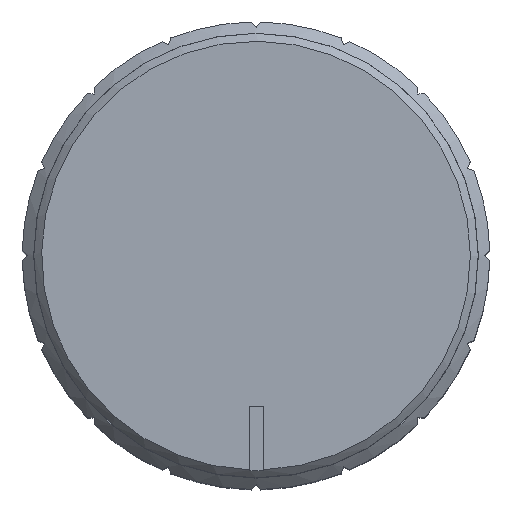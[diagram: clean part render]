
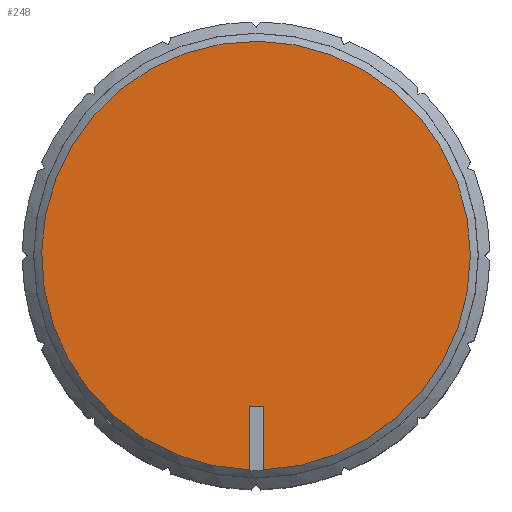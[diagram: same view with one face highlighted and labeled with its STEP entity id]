
A CAD part, top view. The second image highlights one B-rep face of the part: STEP entity #248.
In plain terms, the highlighted planar face has unit normal (0, 0, 1).
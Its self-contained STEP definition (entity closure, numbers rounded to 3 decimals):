
#62=CARTESIAN_POINT('',(7.814,1.449,30.6));
#63=VERTEX_POINT('',#62);
#70=CARTESIAN_POINT('',(1.274,-5.337,30.6));
#71=VERTEX_POINT('',#70);
#72=CARTESIAN_POINT('',(1.024,1.449,30.6));
#73=DIRECTION('',(0.,0.,-1.));
#74=DIRECTION('',(-1.,0.,0.));
#75=AXIS2_PLACEMENT_3D('',#72,#73,#74);
#76=CIRCLE('',#75,6.79);
#77=EDGE_CURVE('',#63,#71,#76,.T.);
#96=CARTESIAN_POINT('',(0.824,-5.339,30.6));
#97=VERTEX_POINT('',#96);
#104=CARTESIAN_POINT('',(1.024,1.449,30.6));
#105=DIRECTION('',(0.,0.,-1.));
#106=DIRECTION('',(-1.,0.,0.));
#107=AXIS2_PLACEMENT_3D('',#104,#105,#106);
#108=CIRCLE('',#107,6.79);
#109=EDGE_CURVE('',#97,#63,#108,.T.);
#144=CARTESIAN_POINT('',(1.274,-3.341,30.6));
#145=VERTEX_POINT('',#144);
#146=CARTESIAN_POINT('',(1.274,-3.341,30.6));
#147=DIRECTION('',(0.,-1.,0.));
#148=VECTOR('',#147,1.995);
#149=LINE('',#146,#148);
#150=EDGE_CURVE('',#145,#71,#149,.T.);
#175=CARTESIAN_POINT('',(0.824,-3.341,30.6));
#176=VERTEX_POINT('',#175);
#177=CARTESIAN_POINT('',(0.824,-3.341,30.6));
#178=DIRECTION('',(1.,-0.,-0.));
#179=VECTOR('',#178,0.45);
#180=LINE('',#177,#179);
#181=EDGE_CURVE('',#176,#145,#180,.T.);
#206=CARTESIAN_POINT('',(0.824,-5.339,30.6));
#207=DIRECTION('',(-0.,1.,-0.));
#208=VECTOR('',#207,1.997);
#209=LINE('',#206,#208);
#210=EDGE_CURVE('',#97,#176,#209,.T.);
#236=CARTESIAN_POINT('',(1.024,1.449,30.6));
#237=DIRECTION('',(0.,0.,1.));
#238=DIRECTION('',(-1.,0.,0.));
#239=AXIS2_PLACEMENT_3D('',#236,#237,#238);
#240=PLANE('',#239);
#241=ORIENTED_EDGE('',*,*,#210,.T.);
#242=ORIENTED_EDGE('',*,*,#181,.T.);
#243=ORIENTED_EDGE('',*,*,#150,.T.);
#244=ORIENTED_EDGE('',*,*,#77,.F.);
#245=ORIENTED_EDGE('',*,*,#109,.F.);
#246=EDGE_LOOP('',(#241,#242,#243,#244,#245));
#247=FACE_BOUND('',#246,.T.);
#248=ADVANCED_FACE('',(#247),#240,.T.);
